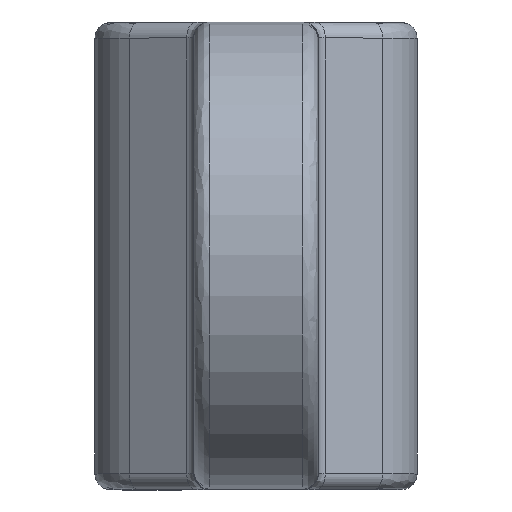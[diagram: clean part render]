
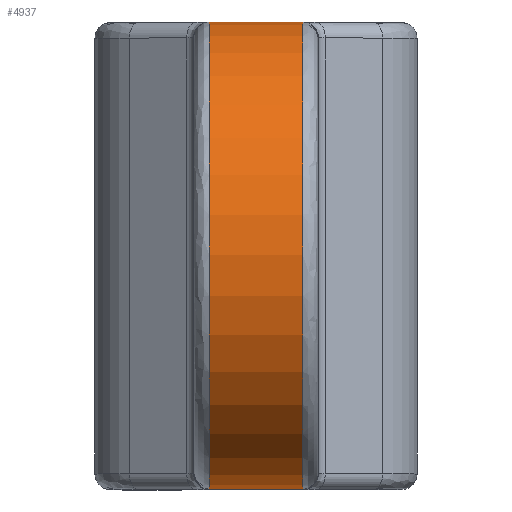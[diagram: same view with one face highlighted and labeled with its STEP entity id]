
A CAD part, top view. The second image highlights one B-rep face of the part: STEP entity #4937.
In plain terms, the highlighted cylindrical face has radius 15 mm (diameter 30 mm), a partial arc.
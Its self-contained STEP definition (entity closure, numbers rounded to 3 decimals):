
#32 = DIRECTION ( 'NONE',  ( 1., 0., 0. ) ) ;
#67 = VERTEX_POINT ( 'NONE', #4783 ) ;
#151 = ORIENTED_EDGE ( 'NONE', *, *, #1286, .F. ) ;
#208 = CIRCLE ( 'NONE', #940, 15. ) ;
#231 = CARTESIAN_POINT ( 'NONE',  ( -3., 30., 25. ) ) ;
#359 = DIRECTION ( 'NONE',  ( 0., 1., 0. ) ) ;
#397 = EDGE_CURVE ( 'NONE', #2308, #4508, #4032, .T. ) ;
#398 = LINE ( 'NONE', #704, #2597 ) ;
#463 = EDGE_CURVE ( 'NONE', #2308, #1026, #398, .T. ) ;
#704 = CARTESIAN_POINT ( 'NONE',  ( 0., 0., 25. ) ) ;
#742 = CARTESIAN_POINT ( 'NONE',  ( -3., 15., 25. ) ) ;
#868 = DIRECTION ( 'NONE',  ( 1., 0., 0. ) ) ;
#874 = EDGE_LOOP ( 'NONE', ( #1241, #1953, #151, #4447 ) ) ;
#940 = AXIS2_PLACEMENT_3D ( 'NONE', #2719, #868, #359 ) ;
#977 = AXIS2_PLACEMENT_3D ( 'NONE', #742, #3371, #3008 ) ;
#1026 = VERTEX_POINT ( 'NONE', #4612 ) ;
#1189 = VECTOR ( 'NONE', #4876, 1000. ) ;
#1241 = ORIENTED_EDGE ( 'NONE', *, *, #397, .F. ) ;
#1286 = EDGE_CURVE ( 'NONE', #67, #1026, #208, .T. ) ;
#1557 = DIRECTION ( 'NONE',  ( 0., 1., 0. ) ) ;
#1623 = EDGE_CURVE ( 'NONE', #4508, #67, #4055, .T. ) ;
#1675 = CARTESIAN_POINT ( 'NONE',  ( -3., 0., 25. ) ) ;
#1953 = ORIENTED_EDGE ( 'NONE', *, *, #463, .T. ) ;
#2308 = VERTEX_POINT ( 'NONE', #1675 ) ;
#2597 = VECTOR ( 'NONE', #32, 1000. ) ;
#2719 = CARTESIAN_POINT ( 'NONE',  ( 3., 15., 25. ) ) ;
#2980 = DIRECTION ( 'NONE',  ( -1., 0., 0. ) ) ;
#3008 = DIRECTION ( 'NONE',  ( 0., 0., -1. ) ) ;
#3371 = DIRECTION ( 'NONE',  ( 1., 0., 0. ) ) ;
#3472 = CARTESIAN_POINT ( 'NONE',  ( -3., 15., 25. ) ) ;
#3664 = CARTESIAN_POINT ( 'NONE',  ( 0., 30., 25. ) ) ;
#4032 = CIRCLE ( 'NONE', #4671, 15. ) ;
#4055 = LINE ( 'NONE', #3664, #1189 ) ;
#4152 = CYLINDRICAL_SURFACE ( 'NONE', #977, 15. ) ;
#4207 = FACE_OUTER_BOUND ( 'NONE', #874, .T. ) ;
#4447 = ORIENTED_EDGE ( 'NONE', *, *, #1623, .F. ) ;
#4508 = VERTEX_POINT ( 'NONE', #231 ) ;
#4612 = CARTESIAN_POINT ( 'NONE',  ( 3., 0., 25. ) ) ;
#4671 = AXIS2_PLACEMENT_3D ( 'NONE', #3472, #2980, #1557 ) ;
#4783 = CARTESIAN_POINT ( 'NONE',  ( 3., 30., 25. ) ) ;
#4876 = DIRECTION ( 'NONE',  ( 1., 0., 0. ) ) ;
#4937 = ADVANCED_FACE ( 'NONE', ( #4207 ), #4152, .T. ) ;
